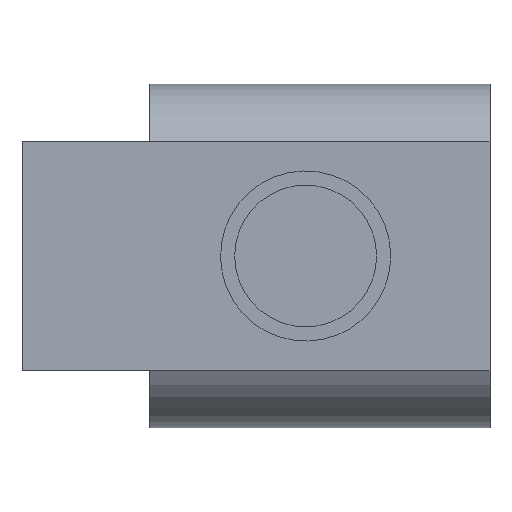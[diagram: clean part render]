
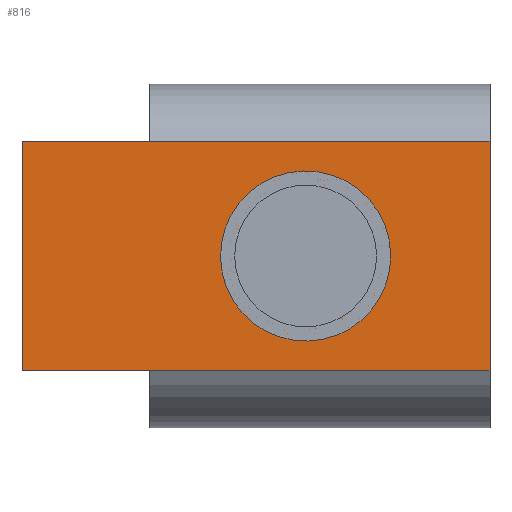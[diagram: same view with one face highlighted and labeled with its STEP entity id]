
A CAD part, front view. The second image highlights one B-rep face of the part: STEP entity #816.
In plain terms, the highlighted planar face has unit normal (0, -1, 0).
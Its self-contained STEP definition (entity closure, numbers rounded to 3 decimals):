
#13 = VECTOR ( 'NONE', #550, 1000. ) ;
#30 = ORIENTED_EDGE ( 'NONE', *, *, #838, .T. ) ;
#50 = FACE_OUTER_BOUND ( 'NONE', #980, .T. ) ;
#62 = CARTESIAN_POINT ( 'NONE',  ( 6., 0., 4.05 ) ) ;
#65 = VERTEX_POINT ( 'NONE', #897 ) ;
#85 = DIRECTION ( 'NONE',  ( 1., 0., 0. ) ) ;
#96 = ORIENTED_EDGE ( 'NONE', *, *, #851, .F. ) ;
#120 = CARTESIAN_POINT ( 'NONE',  ( -10.5, 0., -4.05 ) ) ;
#131 = LINE ( 'NONE', #624, #834 ) ;
#140 = ORIENTED_EDGE ( 'NONE', *, *, #217, .T. ) ;
#176 = LINE ( 'NONE', #939, #13 ) ;
#178 = EDGE_CURVE ( 'NONE', #181, #829, #254, .T. ) ;
#181 = VERTEX_POINT ( 'NONE', #685 ) ;
#217 = EDGE_CURVE ( 'NONE', #829, #181, #228, .T. ) ;
#227 = CARTESIAN_POINT ( 'NONE',  ( -0.5, 0., 0. ) ) ;
#228 = CIRCLE ( 'NONE', #568, 2.5 ) ;
#243 = DIRECTION ( 'NONE',  ( 0., 0., 1. ) ) ;
#254 = CIRCLE ( 'NONE', #621, 2.5 ) ;
#267 = DIRECTION ( 'NONE',  ( 0., 0., 1. ) ) ;
#286 = CARTESIAN_POINT ( 'NONE',  ( -6., 0., -4.05 ) ) ;
#293 = LINE ( 'NONE', #62, #956 ) ;
#294 = DIRECTION ( 'NONE',  ( 0., 1., 0. ) ) ;
#312 = EDGE_CURVE ( 'NONE', #767, #826, #176, .T. ) ;
#331 = DIRECTION ( 'NONE',  ( 0., 1., 0. ) ) ;
#336 = CARTESIAN_POINT ( 'NONE',  ( -0.5, 0., 2.5 ) ) ;
#344 = DIRECTION ( 'NONE',  ( 0., 0., 1. ) ) ;
#359 = ORIENTED_EDGE ( 'NONE', *, *, #784, .F. ) ;
#365 = EDGE_LOOP ( 'NONE', ( #140, #702 ) ) ;
#368 = ORIENTED_EDGE ( 'NONE', *, *, #562, .T. ) ;
#419 = CARTESIAN_POINT ( 'NONE',  ( -6., 0., 4.05 ) ) ;
#459 = DIRECTION ( 'NONE',  ( 0., 0., 1. ) ) ;
#470 = DIRECTION ( 'NONE',  ( 0., 1., 0. ) ) ;
#480 = CARTESIAN_POINT ( 'NONE',  ( 6., 0., 4.05 ) ) ;
#531 = VERTEX_POINT ( 'NONE', #286 ) ;
#550 = DIRECTION ( 'NONE',  ( 0., 0., -1. ) ) ;
#562 = EDGE_CURVE ( 'NONE', #767, #689, #293, .T. ) ;
#566 = ORIENTED_EDGE ( 'NONE', *, *, #620, .F. ) ;
#568 = AXIS2_PLACEMENT_3D ( 'NONE', #612, #470, #243 ) ;
#612 = CARTESIAN_POINT ( 'NONE',  ( -0.5, 0., 0. ) ) ;
#620 = EDGE_CURVE ( 'NONE', #826, #531, #691, .T. ) ;
#621 = AXIS2_PLACEMENT_3D ( 'NONE', #227, #294, #459 ) ;
#624 = CARTESIAN_POINT ( 'NONE',  ( -10.5, 0., 4.05 ) ) ;
#625 = CARTESIAN_POINT ( 'NONE',  ( 6., 0., -4.05 ) ) ;
#633 = AXIS2_PLACEMENT_3D ( 'NONE', #480, #331, #344 ) ;
#639 = DIRECTION ( 'NONE',  ( 1., 0., 0. ) ) ;
#648 = LINE ( 'NONE', #120, #664 ) ;
#664 = VECTOR ( 'NONE', #639, 1000. ) ;
#666 = VERTEX_POINT ( 'NONE', #808 ) ;
#673 = DIRECTION ( 'NONE',  ( -1., 0., 0. ) ) ;
#685 = CARTESIAN_POINT ( 'NONE',  ( -0.5, 0., -2.5 ) ) ;
#689 = VERTEX_POINT ( 'NONE', #419 ) ;
#691 = LINE ( 'NONE', #625, #797 ) ;
#702 = ORIENTED_EDGE ( 'NONE', *, *, #178, .T. ) ;
#724 = VECTOR ( 'NONE', #267, 1000. ) ;
#736 = FACE_BOUND ( 'NONE', #365, .T. ) ;
#767 = VERTEX_POINT ( 'NONE', #907 ) ;
#784 = EDGE_CURVE ( 'NONE', #65, #689, #131, .T. ) ;
#797 = VECTOR ( 'NONE', #929, 1000. ) ;
#808 = CARTESIAN_POINT ( 'NONE',  ( -10.5, 0., -4.05 ) ) ;
#816 = ADVANCED_FACE ( 'NONE', ( #736, #50 ), #857, .F. ) ;
#826 = VERTEX_POINT ( 'NONE', #954 ) ;
#829 = VERTEX_POINT ( 'NONE', #336 ) ;
#834 = VECTOR ( 'NONE', #85, 1000. ) ;
#838 = EDGE_CURVE ( 'NONE', #666, #531, #648, .T. ) ;
#851 = EDGE_CURVE ( 'NONE', #666, #65, #889, .T. ) ;
#857 = PLANE ( 'NONE',  #633 ) ;
#880 = ORIENTED_EDGE ( 'NONE', *, *, #312, .F. ) ;
#885 = CARTESIAN_POINT ( 'NONE',  ( -10.5, 0., -4.05 ) ) ;
#889 = LINE ( 'NONE', #885, #724 ) ;
#897 = CARTESIAN_POINT ( 'NONE',  ( -10.5, 0., 4.05 ) ) ;
#907 = CARTESIAN_POINT ( 'NONE',  ( 6., 0., 4.05 ) ) ;
#929 = DIRECTION ( 'NONE',  ( -1., 0., 0. ) ) ;
#939 = CARTESIAN_POINT ( 'NONE',  ( 6., 0., 4.05 ) ) ;
#954 = CARTESIAN_POINT ( 'NONE',  ( 6., 0., -4.05 ) ) ;
#956 = VECTOR ( 'NONE', #673, 1000. ) ;
#980 = EDGE_LOOP ( 'NONE', ( #368, #359, #96, #30, #566, #880 ) ) ;
